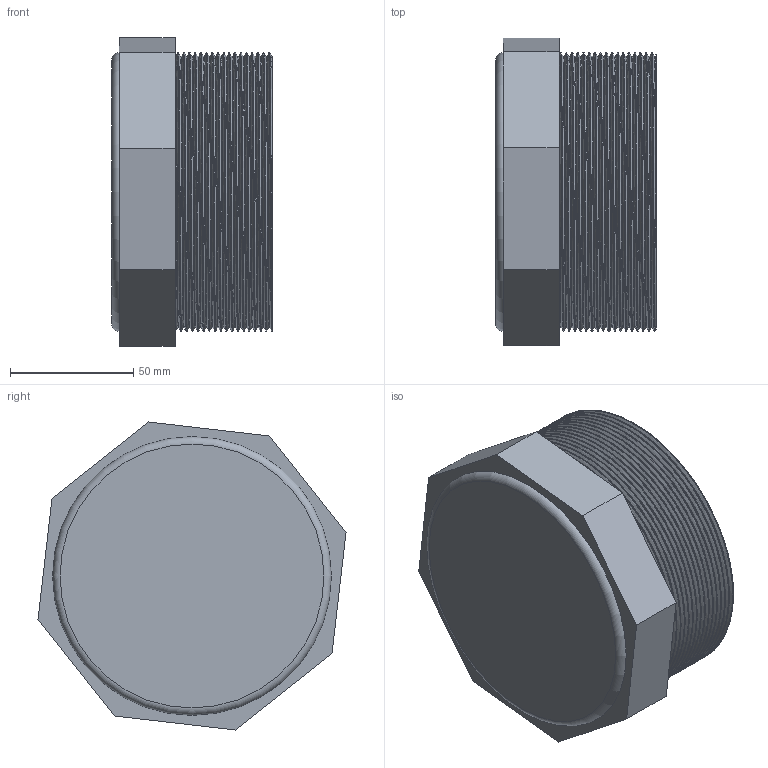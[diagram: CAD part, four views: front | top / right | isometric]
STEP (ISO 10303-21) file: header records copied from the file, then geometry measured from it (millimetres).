
FILE_DESCRIPTION(/* description */ (''),/* implementation_level */ '2;1');
FILE_NAME(/* name */ 'PL711100.ipt.stp',/* time_stamp */ '2017-01-25T10:13:48+01:00',/* author */ ('Eugenio'),/* organization */ (''),/* preprocessor_version */ 'ST-DEVELOPER v16.5',/* originating_system */ 'Autodesk Inventor 2017',/* authorisation */ '');
FILE_SCHEMA (('AUTOMOTIVE_DESIGN { 1 0 10303 214 3 1 1 }'));
Length unit declared in the file: millimetre
Products named in the file (1): PL711100
Bounding box: 65 x 124.9 x 124.9 mm (x, y, z)
Volume: 286858.1 mm3; surface area: 101404.3 mm2
Topology: 2 solids, 2 shells, 26 faces, 57 edges, 38 vertices
Faces by surface type: plane 15, bspline 6, cylinder 4, torus 1
Full cylindrical faces by diameter (mm): 95.03 x1, 110.016 x2
Entity records: 8437 total; most frequent: CARTESIAN_POINT 7893, ORIENTED_EDGE 106, DIRECTION 86, EDGE_CURVE 53, VERTEX_POINT 38, EDGE_LOOP 35, AXIS2_PLACEMENT_3D 31, FACE_OUTER_BOUND 26
